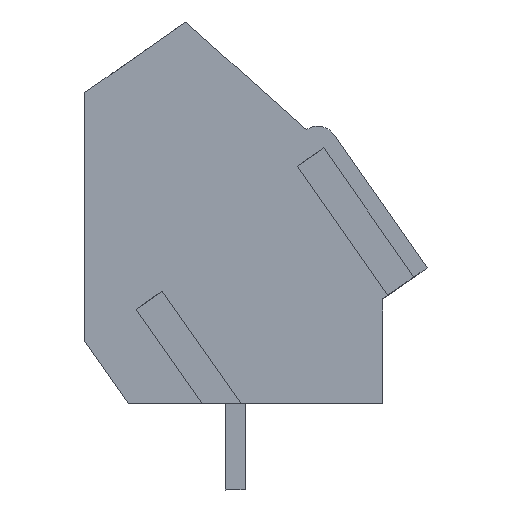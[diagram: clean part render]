
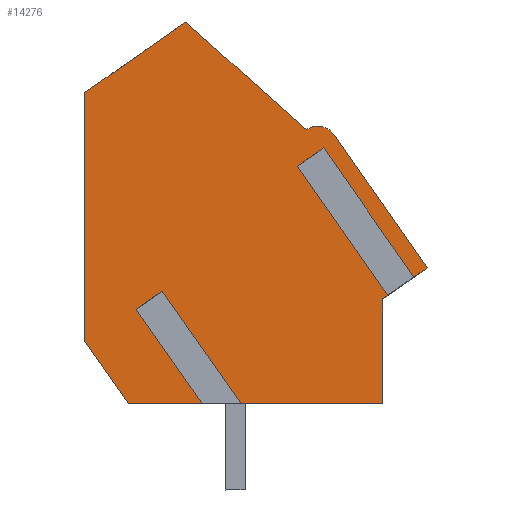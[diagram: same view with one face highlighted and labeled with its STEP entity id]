
A CAD part, left-side view. The second image highlights one B-rep face of the part: STEP entity #14276.
In plain terms, the highlighted planar face has unit normal (-1, 0, 0).
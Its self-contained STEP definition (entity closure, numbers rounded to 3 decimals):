
#14042=AXIS2_PLACEMENT_3D('Circle Axis2P3D',#14040,#14041,$) ;
#14212=AXIS2_PLACEMENT_3D('Plane Axis2P3D',#14209,#14210,#14211) ;
#13174=CARTESIAN_POINT('Vertex',(0.55,0.,9.018)) ;
#13177=CARTESIAN_POINT('Line Origine',(0.55,0.397,8.74)) ;
#13181=CARTESIAN_POINT('Vertex',(0.55,0.794,8.462)) ;
#13202=CARTESIAN_POINT('Vertex',(0.55,1.336,8.083)) ;
#13205=CARTESIAN_POINT('Line Origine',(0.55,1.568,7.92)) ;
#13209=CARTESIAN_POINT('Vertex',(0.55,1.8,7.758)) ;
#13653=CARTESIAN_POINT('Vertex',(0.55,1.8,3.5)) ;
#13656=CARTESIAN_POINT('Line Origine',(0.55,4.87,3.5)) ;
#13660=CARTESIAN_POINT('Vertex',(0.55,7.94,3.5)) ;
#13681=CARTESIAN_POINT('Vertex',(0.55,8.747,3.5)) ;
#13684=CARTESIAN_POINT('Line Origine',(0.55,10.438,3.5)) ;
#13688=CARTESIAN_POINT('Vertex',(0.55,12.128,3.5)) ;
#13840=CARTESIAN_POINT('Line Origine',(0.55,13.014,4.765)) ;
#13844=CARTESIAN_POINT('Vertex',(0.55,13.9,6.03)) ;
#13864=CARTESIAN_POINT('Line Origine',(0.55,13.9,11.081)) ;
#13868=CARTESIAN_POINT('Vertex',(0.55,13.9,16.132)) ;
#13956=CARTESIAN_POINT('Line Origine',(0.55,11.852,17.566)) ;
#13960=CARTESIAN_POINT('Vertex',(0.55,9.804,19.)) ;
#14016=CARTESIAN_POINT('Line Origine',(0.55,7.352,16.811)) ;
#14020=CARTESIAN_POINT('Vertex',(0.55,4.9,14.621)) ;
#14040=CARTESIAN_POINT('Axis2P3D Location',(0.55,4.441,13.966)) ;
#14044=CARTESIAN_POINT('Vertex',(0.55,3.786,14.425)) ;
#14064=CARTESIAN_POINT('Line Origine',(0.55,1.893,11.722)) ;
#14209=CARTESIAN_POINT('Axis2P3D Location',(0.55,13.9,0.)) ;
#14214=CARTESIAN_POINT('Line Origine',(0.55,1.8,5.629)) ;
#14219=CARTESIAN_POINT('Line Origine',(0.55,3.171,10.704)) ;
#14223=CARTESIAN_POINT('Vertex',(0.55,5.007,13.326)) ;
#14226=CARTESIAN_POINT('Line Origine',(0.55,4.736,13.515)) ;
#14230=CARTESIAN_POINT('Vertex',(0.55,4.465,13.705)) ;
#14233=CARTESIAN_POINT('Line Origine',(0.55,2.629,11.084)) ;
#14238=CARTESIAN_POINT('Line Origine',(0.55,10.154,5.508)) ;
#14242=CARTESIAN_POINT('Vertex',(0.55,11.56,7.516)) ;
#14245=CARTESIAN_POINT('Line Origine',(0.55,11.289,7.706)) ;
#14249=CARTESIAN_POINT('Vertex',(0.55,11.018,7.896)) ;
#14252=CARTESIAN_POINT('Line Origine',(0.55,9.479,5.698)) ;
#13178=DIRECTION('Vector Direction',(0.,0.819,-0.574)) ;
#13206=DIRECTION('Vector Direction',(0.,0.819,-0.574)) ;
#13657=DIRECTION('Vector Direction',(0.,1.,0.)) ;
#13685=DIRECTION('Vector Direction',(0.,1.,0.)) ;
#13841=DIRECTION('Vector Direction',(0.,0.574,0.819)) ;
#13865=DIRECTION('Vector Direction',(0.,0.,1.)) ;
#13957=DIRECTION('Vector Direction',(0.,-0.819,0.574)) ;
#14017=DIRECTION('Vector Direction',(0.,-0.746,-0.666)) ;
#14041=DIRECTION('Axis2P3D Direction',(-1.,0.,0.)) ;
#14065=DIRECTION('Vector Direction',(0.,-0.574,-0.819)) ;
#14210=DIRECTION('Axis2P3D Direction',(-1.,0.,0.)) ;
#14211=DIRECTION('Axis2P3D XDirection',(0.,-1.,0.)) ;
#14215=DIRECTION('Vector Direction',(0.,0.,-1.)) ;
#14220=DIRECTION('Vector Direction',(0.,-0.574,-0.819)) ;
#14227=DIRECTION('Vector Direction',(0.,0.819,-0.574)) ;
#14234=DIRECTION('Vector Direction',(0.,-0.574,-0.819)) ;
#14239=DIRECTION('Vector Direction',(0.,-0.574,-0.819)) ;
#14246=DIRECTION('Vector Direction',(0.,-0.819,0.574)) ;
#14253=DIRECTION('Vector Direction',(0.,-0.574,-0.819)) ;
#13179=VECTOR('Line Direction',#13178,1.) ;
#13207=VECTOR('Line Direction',#13206,1.) ;
#13658=VECTOR('Line Direction',#13657,1.) ;
#13686=VECTOR('Line Direction',#13685,1.) ;
#13842=VECTOR('Line Direction',#13841,1.) ;
#13866=VECTOR('Line Direction',#13865,1.) ;
#13958=VECTOR('Line Direction',#13957,1.) ;
#14018=VECTOR('Line Direction',#14017,1.) ;
#14066=VECTOR('Line Direction',#14065,1.) ;
#14216=VECTOR('Line Direction',#14215,1.) ;
#14221=VECTOR('Line Direction',#14220,1.) ;
#14228=VECTOR('Line Direction',#14227,1.) ;
#14235=VECTOR('Line Direction',#14234,1.) ;
#14240=VECTOR('Line Direction',#14239,1.) ;
#14247=VECTOR('Line Direction',#14246,1.) ;
#14254=VECTOR('Line Direction',#14253,1.) ;
#14258=ORIENTED_EDGE('',*,*,#13662,.T.) ;
#14259=ORIENTED_EDGE('',*,*,#14218,.T.) ;
#14260=ORIENTED_EDGE('',*,*,#13211,.T.) ;
#14261=ORIENTED_EDGE('',*,*,#14225,.F.) ;
#14262=ORIENTED_EDGE('',*,*,#14232,.F.) ;
#14263=ORIENTED_EDGE('',*,*,#14237,.T.) ;
#14264=ORIENTED_EDGE('',*,*,#13183,.T.) ;
#14265=ORIENTED_EDGE('',*,*,#14068,.T.) ;
#14266=ORIENTED_EDGE('',*,*,#14046,.T.) ;
#14267=ORIENTED_EDGE('',*,*,#14022,.T.) ;
#14268=ORIENTED_EDGE('',*,*,#13962,.T.) ;
#14269=ORIENTED_EDGE('',*,*,#13870,.T.) ;
#14270=ORIENTED_EDGE('',*,*,#13846,.T.) ;
#14271=ORIENTED_EDGE('',*,*,#13690,.T.) ;
#14272=ORIENTED_EDGE('',*,*,#14244,.F.) ;
#14273=ORIENTED_EDGE('',*,*,#14251,.F.) ;
#14274=ORIENTED_EDGE('',*,*,#14256,.T.) ;
#14276=ADVANCED_FACE('HOUSING',(#14275),#14213,.T.) ;
#14043=CIRCLE('generated circle',#14042,0.8) ;
#13183=EDGE_CURVE('',#13182,#13175,#13180,.F.) ;
#13211=EDGE_CURVE('',#13210,#13203,#13208,.F.) ;
#13662=EDGE_CURVE('',#13661,#13654,#13659,.F.) ;
#13690=EDGE_CURVE('',#13689,#13682,#13687,.F.) ;
#13846=EDGE_CURVE('',#13845,#13689,#13843,.F.) ;
#13870=EDGE_CURVE('',#13869,#13845,#13867,.F.) ;
#13962=EDGE_CURVE('',#13961,#13869,#13959,.F.) ;
#14022=EDGE_CURVE('',#14021,#13961,#14019,.F.) ;
#14046=EDGE_CURVE('',#14045,#14021,#14043,.T.) ;
#14068=EDGE_CURVE('',#13175,#14045,#14067,.F.) ;
#14218=EDGE_CURVE('',#13654,#13210,#14217,.F.) ;
#14225=EDGE_CURVE('',#14224,#13203,#14222,.T.) ;
#14232=EDGE_CURVE('',#14231,#14224,#14229,.T.) ;
#14237=EDGE_CURVE('',#14231,#13182,#14236,.T.) ;
#14244=EDGE_CURVE('',#14243,#13682,#14241,.T.) ;
#14251=EDGE_CURVE('',#14250,#14243,#14248,.F.) ;
#14256=EDGE_CURVE('',#14250,#13661,#14255,.T.) ;
#14257=EDGE_LOOP('',(#14258,#14259,#14260,#14261,#14262,#14263,#14264,#14265,#14266,#14267,#14268,#14269,#14270,#14271,#14272,#14273,#14274)) ;
#14275=FACE_OUTER_BOUND('',#14257,.T.) ;
#13180=LINE('Line',#13177,#13179) ;
#13208=LINE('Line',#13205,#13207) ;
#13659=LINE('Line',#13656,#13658) ;
#13687=LINE('Line',#13684,#13686) ;
#13843=LINE('Line',#13840,#13842) ;
#13867=LINE('Line',#13864,#13866) ;
#13959=LINE('Line',#13956,#13958) ;
#14019=LINE('Line',#14016,#14018) ;
#14067=LINE('Line',#14064,#14066) ;
#14217=LINE('Line',#14214,#14216) ;
#14222=LINE('Line',#14219,#14221) ;
#14229=LINE('Line',#14226,#14228) ;
#14236=LINE('Line',#14233,#14235) ;
#14241=LINE('Line',#14238,#14240) ;
#14248=LINE('Line',#14245,#14247) ;
#14255=LINE('Line',#14252,#14254) ;
#14213=PLANE('',#14212) ;
#13175=VERTEX_POINT('',#13174) ;
#13182=VERTEX_POINT('',#13181) ;
#13203=VERTEX_POINT('',#13202) ;
#13210=VERTEX_POINT('',#13209) ;
#13654=VERTEX_POINT('',#13653) ;
#13661=VERTEX_POINT('',#13660) ;
#13682=VERTEX_POINT('',#13681) ;
#13689=VERTEX_POINT('',#13688) ;
#13845=VERTEX_POINT('',#13844) ;
#13869=VERTEX_POINT('',#13868) ;
#13961=VERTEX_POINT('',#13960) ;
#14021=VERTEX_POINT('',#14020) ;
#14045=VERTEX_POINT('',#14044) ;
#14224=VERTEX_POINT('',#14223) ;
#14231=VERTEX_POINT('',#14230) ;
#14243=VERTEX_POINT('',#14242) ;
#14250=VERTEX_POINT('',#14249) ;
